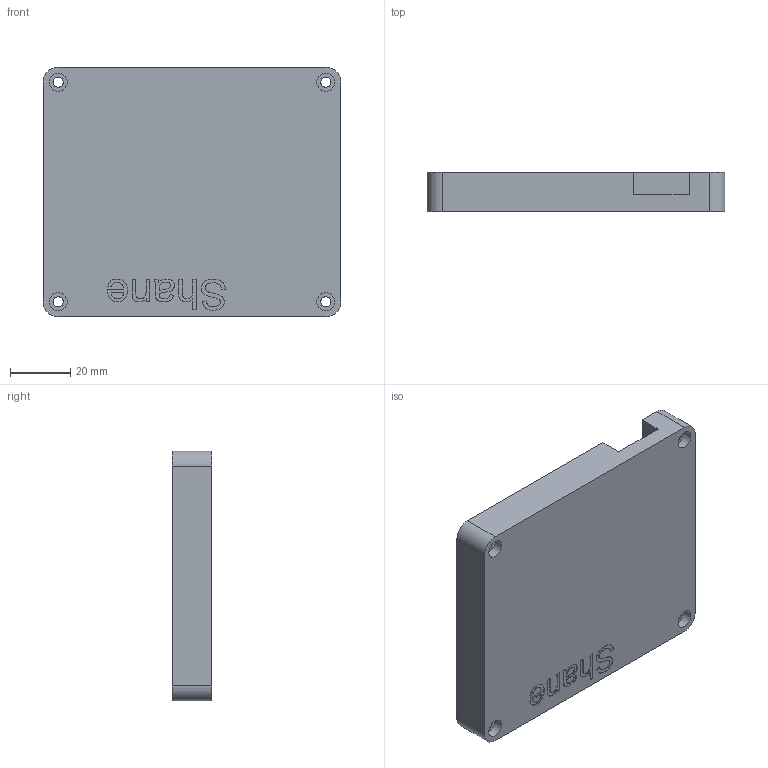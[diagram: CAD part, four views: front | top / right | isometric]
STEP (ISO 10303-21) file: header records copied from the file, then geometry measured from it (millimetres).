
FILE_DESCRIPTION(/* description */ (''),/* implementation_level */ '2;1');
FILE_NAME(/* name */ '25d2b803-5cd9-4761-a63b-7c553b1081aa.stp',/* time_stamp */ '2025-12-26T22:26:37Z',/* author */ (''),/* organization */ (''),/* preprocessor_version */ 'ST-DEVELOPER v20.1',/* originating_system */ 'Autodesk Translation Framework v14.24.0.0',/* authorisation */ '');
FILE_SCHEMA (('AUTOMOTIVE_DESIGN { 1 0 10303 214 3 1 1 }'));
Length unit declared in the file: millimetre
Products named in the file (2): 2025-12-26-19-55-01-157; 2025-12-26-19-55-33-759
Assembly tree (1 placements, depth 2):
  2025-12-26-19-55-01-157
    2025-12-26-19-55-33-759
Bounding box: 99 x 13 x 83 mm (x, y, z)
Volume: 53287.8 mm3; surface area: 24386.3 mm2
Topology: 1 solids, 1 shells, 164 faces, 453 edges, 302 vertices
Faces by surface type: bspline 102, plane 50, cylinder 12
Full cylindrical faces by diameter (mm): 3.4 x4, 6 x4
Entity records: 6230 total; most frequent: CARTESIAN_POINT 2656, ORIENTED_EDGE 906, EDGE_CURVE 453, DIRECTION 403, VERTEX_POINT 302, LINE 225, VECTOR 225, B_SPLINE_CURVE_WITH_KNOTS 204
